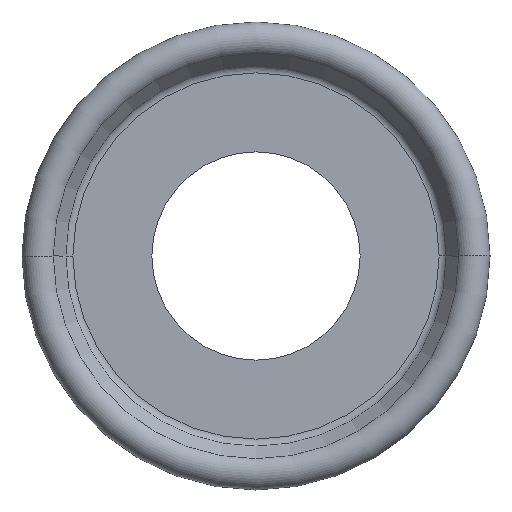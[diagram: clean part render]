
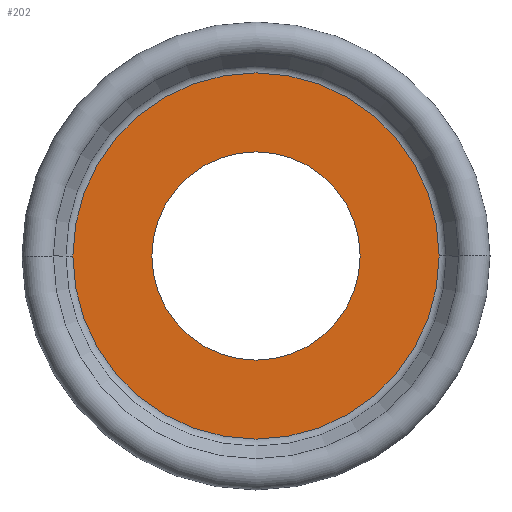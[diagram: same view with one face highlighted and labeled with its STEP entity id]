
A CAD part, left-side view. The second image highlights one B-rep face of the part: STEP entity #202.
In plain terms, the highlighted planar face has unit normal (-1, 0, 0).
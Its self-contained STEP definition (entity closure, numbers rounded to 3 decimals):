
#20 = AXIS2_PLACEMENT_3D ( 'NONE', #212, #562, #171 ) ;
#21 = EDGE_LOOP ( 'NONE', ( #350, #372 ) ) ;
#23 = VERTEX_POINT ( 'NONE', #52 ) ;
#28 = VERTEX_POINT ( 'NONE', #493 ) ;
#33 = FACE_BOUND ( 'NONE', #21, .T. ) ;
#43 = AXIS2_PLACEMENT_3D ( 'NONE', #555, #515, #72 ) ;
#52 = CARTESIAN_POINT ( 'NONE',  ( -0.85, 0., 4.85 ) ) ;
#70 = CARTESIAN_POINT ( 'NONE',  ( -0.85, -8.53, 0. ) ) ;
#72 = DIRECTION ( 'NONE',  ( 0., 1., 0. ) ) ;
#74 = CIRCLE ( 'NONE', #43, 8.53 ) ;
#91 = ORIENTED_EDGE ( 'NONE', *, *, #151, .F. ) ;
#97 = AXIS2_PLACEMENT_3D ( 'NONE', #211, #301, #352 ) ;
#123 = PLANE ( 'NONE',  #97 ) ;
#148 = VERTEX_POINT ( 'NONE', #219 ) ;
#151 = EDGE_CURVE ( 'NONE', #148, #519, #156, .T. ) ;
#156 = CIRCLE ( 'NONE', #487, 8.53 ) ;
#166 = EDGE_LOOP ( 'NONE', ( #91, #374 ) ) ;
#171 = DIRECTION ( 'NONE',  ( 0., 0., 1. ) ) ;
#175 = CIRCLE ( 'NONE', #20, 4.85 ) ;
#202 = ADVANCED_FACE ( 'NONE', ( #33, #449 ), #123, .F. ) ;
#211 = CARTESIAN_POINT ( 'NONE',  ( -0.85, 4.85, 0. ) ) ;
#212 = CARTESIAN_POINT ( 'NONE',  ( -0.85, 0., 0. ) ) ;
#219 = CARTESIAN_POINT ( 'NONE',  ( -0.85, 8.53, 0. ) ) ;
#232 = CARTESIAN_POINT ( 'NONE',  ( -0.85, 0., 0. ) ) ;
#233 = EDGE_CURVE ( 'NONE', #23, #28, #366, .T. ) ;
#301 = DIRECTION ( 'NONE',  ( 1., 0., 0. ) ) ;
#303 = DIRECTION ( 'NONE',  ( 1., 0., 0. ) ) ;
#316 = DIRECTION ( 'NONE',  ( 0., 0., 1. ) ) ;
#350 = ORIENTED_EDGE ( 'NONE', *, *, #233, .F. ) ;
#352 = DIRECTION ( 'NONE',  ( 0., 0., -1. ) ) ;
#366 = CIRCLE ( 'NONE', #437, 4.85 ) ;
#372 = ORIENTED_EDGE ( 'NONE', *, *, #395, .F. ) ;
#374 = ORIENTED_EDGE ( 'NONE', *, *, #509, .F. ) ;
#395 = EDGE_CURVE ( 'NONE', #28, #23, #175, .T. ) ;
#408 = DIRECTION ( 'NONE',  ( -1., 0., 0. ) ) ;
#437 = AXIS2_PLACEMENT_3D ( 'NONE', #232, #408, #316 ) ;
#449 = FACE_OUTER_BOUND ( 'NONE', #166, .T. ) ;
#480 = CARTESIAN_POINT ( 'NONE',  ( -0.85, 0., 0. ) ) ;
#487 = AXIS2_PLACEMENT_3D ( 'NONE', #480, #303, #558 ) ;
#493 = CARTESIAN_POINT ( 'NONE',  ( -0.85, 0., -4.85 ) ) ;
#509 = EDGE_CURVE ( 'NONE', #519, #148, #74, .T. ) ;
#515 = DIRECTION ( 'NONE',  ( 1., 0., 0. ) ) ;
#519 = VERTEX_POINT ( 'NONE', #70 ) ;
#555 = CARTESIAN_POINT ( 'NONE',  ( -0.85, 0., 0. ) ) ;
#558 = DIRECTION ( 'NONE',  ( 0., 1., 0. ) ) ;
#562 = DIRECTION ( 'NONE',  ( -1., 0., 0. ) ) ;
